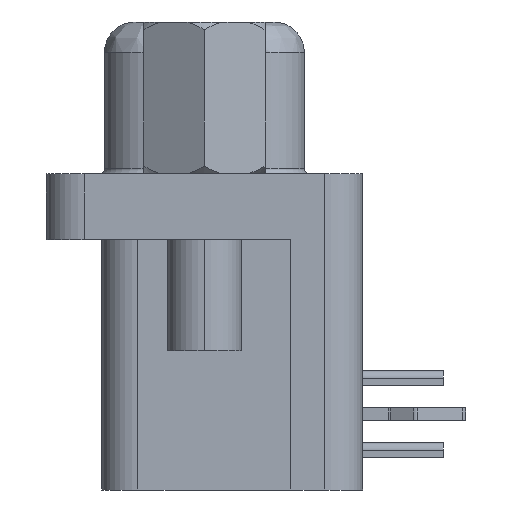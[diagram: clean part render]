
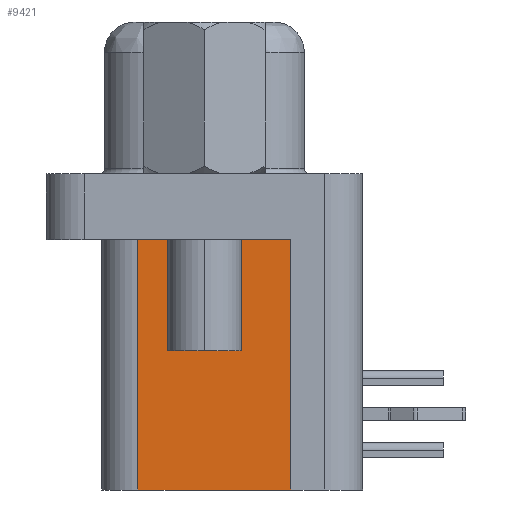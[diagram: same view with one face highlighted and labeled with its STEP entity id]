
A CAD part, left-side view. The second image highlights one B-rep face of the part: STEP entity #9421.
In plain terms, the highlighted planar face has unit normal (-1, 0, 0).
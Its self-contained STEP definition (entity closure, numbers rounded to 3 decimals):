
#979=DIRECTION('',(0.,-1.,0.));
#980=VECTOR('',#979,6.04);
#981=CARTESIAN_POINT('',(-20.32,2.63,-18.5));
#982=LINE('',#981,#980);
#2278=DIRECTION('',(0.,-1.,0.));
#2279=VECTOR('',#2278,6.04);
#2280=CARTESIAN_POINT('',(-20.32,2.63,-8.6));
#2281=LINE('',#2280,#2279);
#2324=DIRECTION('',(0.,0.,1.));
#2325=VECTOR('',#2324,9.9);
#2326=CARTESIAN_POINT('',(-20.32,-3.41,-18.5));
#2327=LINE('',#2326,#2325);
#2328=DIRECTION('',(0.,0.,1.));
#2329=VECTOR('',#2328,9.9);
#2330=CARTESIAN_POINT('',(-20.32,2.63,-18.5));
#2331=LINE('',#2330,#2329);
#5162=CARTESIAN_POINT('',(-20.32,2.63,-8.6));
#5163=VERTEX_POINT('',#5162);
#5164=CARTESIAN_POINT('',(-20.32,-3.41,-8.6));
#5165=VERTEX_POINT('',#5164);
#5174=CARTESIAN_POINT('',(-20.32,2.63,-18.5));
#5175=VERTEX_POINT('',#5174);
#5176=CARTESIAN_POINT('',(-20.32,-3.41,-18.5));
#5177=VERTEX_POINT('',#5176);
#9409=CARTESIAN_POINT('',(-20.32,2.63,-18.5));
#9410=DIRECTION('',(1.,0.,0.));
#9411=DIRECTION('',(0.,-1.,0.));
#9412=AXIS2_PLACEMENT_3D('',#9409,#9410,#9411);
#9413=PLANE('',#9412);
#9414=ORIENTED_EDGE('',*,*,#7329,.F.);
#9416=ORIENTED_EDGE('',*,*,#9415,.T.);
#9417=ORIENTED_EDGE('',*,*,#9367,.T.);
#9418=ORIENTED_EDGE('',*,*,#9402,.F.);
#9419=EDGE_LOOP('',(#9414,#9416,#9417,#9418));
#9420=FACE_OUTER_BOUND('',#9419,.F.);
#9421=ADVANCED_FACE('',(#9420),#9413,.F.);
#7329=EDGE_CURVE('',#5175,#5177,#982,.T.);
#9367=EDGE_CURVE('',#5163,#5165,#2281,.T.);
#9402=EDGE_CURVE('',#5177,#5165,#2327,.T.);
#9415=EDGE_CURVE('',#5175,#5163,#2331,.T.);
